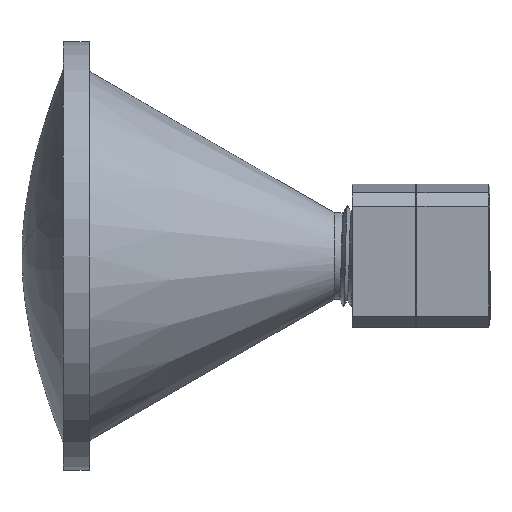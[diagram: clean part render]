
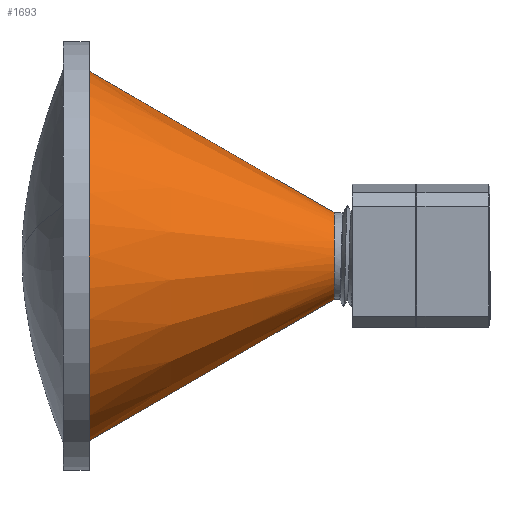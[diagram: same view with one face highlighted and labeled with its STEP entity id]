
A CAD part, front view. The second image highlights one B-rep face of the part: STEP entity #1693.
In plain terms, the highlighted conical face has half-angle 30 degrees and reference radius 6.096 mm.
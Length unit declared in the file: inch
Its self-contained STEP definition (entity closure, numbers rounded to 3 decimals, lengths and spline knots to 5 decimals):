
#42 = EDGE_LOOP ( 'NONE', ( #4412, #6245, #5600, #8111 ) ) ;
#45 = EDGE_CURVE ( 'NONE', #2658, #5118, #2168, .T. ) ;
#231 = DIRECTION ( 'NONE',  ( -0.866, 0., 0.5 ) ) ;
#582 = DIRECTION ( 'NONE',  ( 1., 0., 0. ) ) ;
#1098 = AXIS2_PLACEMENT_3D ( 'NONE', #4568, #3284, #1419 ) ;
#1107 = CARTESIAN_POINT ( 'NONE',  ( 0.36613, -0.18149, 0.22907 ) ) ;
#1177 = AXIS2_PLACEMENT_3D ( 'NONE', #1107, #582, #4991 ) ;
#1419 = DIRECTION ( 'NONE',  ( 0., 0., 1. ) ) ;
#1693 = ADVANCED_FACE ( 'NONE', ( #6619 ), #1834, .T. ) ;
#1834 = CONICAL_SURFACE ( 'NONE', #1098, 0.24, 0.524 ) ;
#2095 = CARTESIAN_POINT ( 'NONE',  ( 0.36613, -0.18149, -0.01093 ) ) ;
#2106 = CIRCLE ( 'NONE', #1177, 0.24 ) ;
#2168 = LINE ( 'NONE', #2095, #4643 ) ;
#2658 = VERTEX_POINT ( 'NONE', #3419 ) ;
#2675 = DIRECTION ( 'NONE',  ( 1., 0., 0. ) ) ;
#3284 = DIRECTION ( 'NONE',  ( -1., 0., 0. ) ) ;
#3419 = CARTESIAN_POINT ( 'NONE',  ( 0.36613, -0.18149, -0.01093 ) ) ;
#3991 = DIRECTION ( 'NONE',  ( -0.866, 0., -0.5 ) ) ;
#4258 = CARTESIAN_POINT ( 'NONE',  ( -0.99187, -0.18149, -0.79497 ) ) ;
#4412 = ORIENTED_EDGE ( 'NONE', *, *, #45, .F. ) ;
#4568 = CARTESIAN_POINT ( 'NONE',  ( 0.36613, -0.18149, 0.22907 ) ) ;
#4643 = VECTOR ( 'NONE', #3991, 39.37008 ) ;
#4889 = VERTEX_POINT ( 'NONE', #5985 ) ;
#4991 = DIRECTION ( 'NONE',  ( 0., 0., -1. ) ) ;
#5118 = VERTEX_POINT ( 'NONE', #4258 ) ;
#5289 = CIRCLE ( 'NONE', #6307, 1.02404 ) ;
#5600 = ORIENTED_EDGE ( 'NONE', *, *, #7866, .T. ) ;
#5934 = CARTESIAN_POINT ( 'NONE',  ( 0.36613, -0.18149, 0.46907 ) ) ;
#5985 = CARTESIAN_POINT ( 'NONE',  ( 0.36613, -0.18149, 0.46907 ) ) ;
#6245 = ORIENTED_EDGE ( 'NONE', *, *, #6303, .F. ) ;
#6303 = EDGE_CURVE ( 'NONE', #4889, #2658, #2106, .T. ) ;
#6307 = AXIS2_PLACEMENT_3D ( 'NONE', #6500, #2675, #7155 ) ;
#6421 = VECTOR ( 'NONE', #231, 39.37008 ) ;
#6500 = CARTESIAN_POINT ( 'NONE',  ( -0.99187, -0.18149, 0.22907 ) ) ;
#6512 = EDGE_CURVE ( 'NONE', #8204, #5118, #5289, .T. ) ;
#6619 = FACE_OUTER_BOUND ( 'NONE', #42, .T. ) ;
#7105 = CARTESIAN_POINT ( 'NONE',  ( -0.99187, -0.18149, 1.25311 ) ) ;
#7155 = DIRECTION ( 'NONE',  ( 0., 0., -1. ) ) ;
#7240 = LINE ( 'NONE', #5934, #6421 ) ;
#7866 = EDGE_CURVE ( 'NONE', #4889, #8204, #7240, .T. ) ;
#8111 = ORIENTED_EDGE ( 'NONE', *, *, #6512, .T. ) ;
#8204 = VERTEX_POINT ( 'NONE', #7105 ) ;
